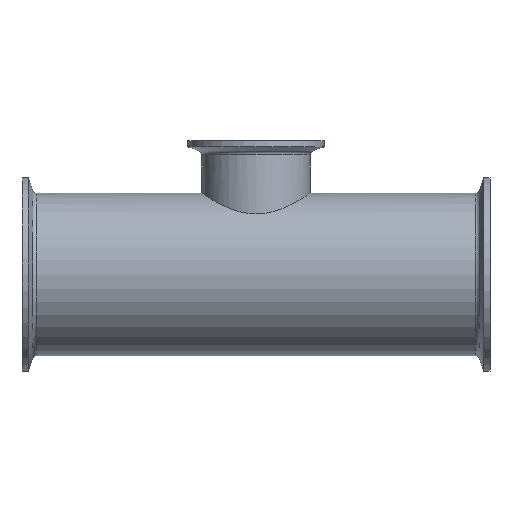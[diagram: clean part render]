
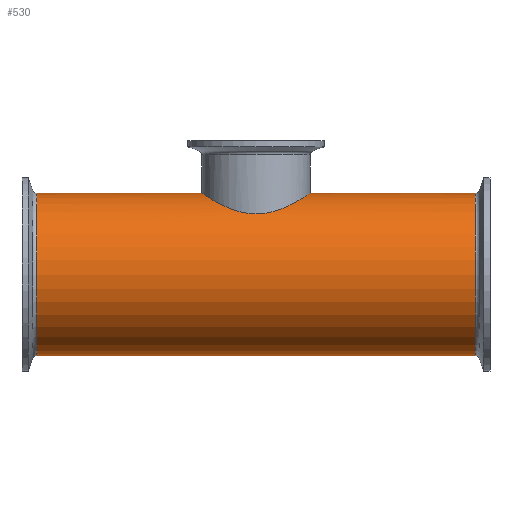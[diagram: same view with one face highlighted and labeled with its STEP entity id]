
A CAD part, front view. The second image highlights one B-rep face of the part: STEP entity #530.
In plain terms, the highlighted cylindrical face has radius 38.15 mm (diameter 76.3 mm), a full revolution.
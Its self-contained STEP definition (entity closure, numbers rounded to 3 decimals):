
#19=FACE_BOUND('',#139,.T.);
#29=B_SPLINE_CURVE_WITH_KNOTS('',3,(#876,#877,#878,#879,#880,#881,#882,
#883,#884,#885,#886,#887,#888,#889,#890,#891,#892,#893),.UNSPECIFIED.,.F.,
 .F.,(4,2,2,2,2,2,2,2,4),(0.,0.501,1.002,1.503,
2.004,2.499,2.995,3.49,3.986),
 .UNSPECIFIED.);
#30=B_SPLINE_CURVE_WITH_KNOTS('',3,(#894,#895,#896,#897,#898,#899,#900,
#901,#902,#903,#904,#905,#906,#907,#908,#909,#910,#911,#912,#913,#914,#915,
#916,#917,#918,#919,#920,#921,#922,#923,#924,#925,#926,#927,#928,#929,#930,
#931,#932,#933,#934,#935,#936,#937,#938,#939,#940,#941,#942,#943),
 .UNSPECIFIED.,.F.,.F.,(4,2,2,2,2,2,2,2,2,2,2,2,2,2,2,2,2,2,2,2,2,2,2,2,
4),(3.986,4.481,4.977,5.472,
5.968,6.469,6.97,7.471,7.972,
8.473,8.973,9.474,9.975,10.471,
10.966,11.462,11.957,12.453,12.948,
13.444,13.939,14.44,14.941,15.442,
15.943),.UNSPECIFIED.);
#35=CYLINDRICAL_SURFACE('',#622,38.15);
#48=LINE('',#1031,#64);
#64=VECTOR('',#787,38.15);
#100=FACE_OUTER_BOUND('',#138,.T.);
#138=EDGE_LOOP('',(#427,#428,#429,#430,#431,#432));
#139=EDGE_LOOP('',(#433,#434));
#192=CIRCLE('',#618,38.15);
#193=CIRCLE('',#619,38.15);
#195=CIRCLE('',#623,38.15);
#196=CIRCLE('',#624,38.15);
#219=VERTEX_POINT('',#873);
#220=VERTEX_POINT('',#875);
#245=VERTEX_POINT('',#1017);
#246=VERTEX_POINT('',#1019);
#248=VERTEX_POINT('',#1027);
#249=VERTEX_POINT('',#1028);
#272=EDGE_CURVE('',#220,#219,#29,.T.);
#273=EDGE_CURVE('',#219,#220,#30,.T.);
#309=EDGE_CURVE('',#245,#246,#192,.T.);
#310=EDGE_CURVE('',#246,#245,#193,.T.);
#313=EDGE_CURVE('',#248,#249,#195,.T.);
#314=EDGE_CURVE('',#249,#248,#196,.T.);
#315=EDGE_CURVE('',#249,#246,#48,.T.);
#427=ORIENTED_EDGE('',*,*,#313,.F.);
#428=ORIENTED_EDGE('',*,*,#314,.F.);
#429=ORIENTED_EDGE('',*,*,#315,.T.);
#430=ORIENTED_EDGE('',*,*,#309,.F.);
#431=ORIENTED_EDGE('',*,*,#310,.F.);
#432=ORIENTED_EDGE('',*,*,#315,.F.);
#433=ORIENTED_EDGE('',*,*,#272,.T.);
#434=ORIENTED_EDGE('',*,*,#273,.T.);
#530=ADVANCED_FACE('',(#100,#19),#35,.T.);
#618=AXIS2_PLACEMENT_3D('',#1020,#772,#773);
#619=AXIS2_PLACEMENT_3D('',#1021,#774,#775);
#622=AXIS2_PLACEMENT_3D('',#1026,#781,#782);
#623=AXIS2_PLACEMENT_3D('',#1029,#783,#784);
#624=AXIS2_PLACEMENT_3D('',#1030,#785,#786);
#772=DIRECTION('center_axis',(-1.,0.,0.));
#773=DIRECTION('ref_axis',(0.,0.,-1.));
#774=DIRECTION('center_axis',(-1.,0.,0.));
#775=DIRECTION('ref_axis',(0.,0.,-1.));
#781=DIRECTION('center_axis',(1.,0.,0.));
#782=DIRECTION('ref_axis',(0.,1.,0.));
#783=DIRECTION('center_axis',(1.,0.,0.));
#784=DIRECTION('ref_axis',(0.,0.,-1.));
#785=DIRECTION('center_axis',(1.,0.,0.));
#786=DIRECTION('ref_axis',(0.,0.,-1.));
#787=DIRECTION('',(-1.,0.,0.));
#873=CARTESIAN_POINT('',(-25.4,0.,38.15));
#875=CARTESIAN_POINT('',(0.,-25.4,28.465));
#876=CARTESIAN_POINT('Ctrl Pts',(0.,-25.4,28.465));
#877=CARTESIAN_POINT('Ctrl Pts',(-1.67,-25.4,28.465));
#878=CARTESIAN_POINT('Ctrl Pts',(-3.366,-25.233,28.617));
#879=CARTESIAN_POINT('Ctrl Pts',(-6.692,-24.561,29.195));
#880=CARTESIAN_POINT('Ctrl Pts',(-8.322,-24.057,29.621));
#881=CARTESIAN_POINT('Ctrl Pts',(-11.421,-22.75,30.636));
#882=CARTESIAN_POINT('Ctrl Pts',(-12.893,-21.946,31.225));
#883=CARTESIAN_POINT('Ctrl Pts',(-15.611,-20.104,32.442));
#884=CARTESIAN_POINT('Ctrl Pts',(-16.856,-19.065,33.068));
#885=CARTESIAN_POINT('Ctrl Pts',(-19.053,-16.868,34.241));
#886=CARTESIAN_POINT('Ctrl Pts',(-20.09,-15.629,34.832));
#887=CARTESIAN_POINT('Ctrl Pts',(-21.936,-12.911,35.929));
#888=CARTESIAN_POINT('Ctrl Pts',(-22.745,-11.431,36.433));
#889=CARTESIAN_POINT('Ctrl Pts',(-24.06,-8.315,37.268));
#890=CARTESIAN_POINT('Ctrl Pts',(-24.566,-6.674,37.599));
#891=CARTESIAN_POINT('Ctrl Pts',(-25.236,-3.343,38.04));
#892=CARTESIAN_POINT('Ctrl Pts',(-25.4,-1.652,38.15));
#893=CARTESIAN_POINT('Ctrl Pts',(-25.4,0.,38.15));
#894=CARTESIAN_POINT('Ctrl Pts',(-25.4,0.,38.15));
#895=CARTESIAN_POINT('Ctrl Pts',(-25.4,1.652,38.15));
#896=CARTESIAN_POINT('Ctrl Pts',(-25.236,3.343,38.04));
#897=CARTESIAN_POINT('Ctrl Pts',(-24.566,6.674,37.599));
#898=CARTESIAN_POINT('Ctrl Pts',(-24.06,8.315,37.268));
#899=CARTESIAN_POINT('Ctrl Pts',(-22.745,11.431,36.433));
#900=CARTESIAN_POINT('Ctrl Pts',(-21.936,12.911,35.929));
#901=CARTESIAN_POINT('Ctrl Pts',(-20.09,15.629,34.832));
#902=CARTESIAN_POINT('Ctrl Pts',(-19.053,16.868,34.241));
#903=CARTESIAN_POINT('Ctrl Pts',(-16.856,19.065,33.068));
#904=CARTESIAN_POINT('Ctrl Pts',(-15.611,20.104,32.442));
#905=CARTESIAN_POINT('Ctrl Pts',(-12.893,21.946,31.225));
#906=CARTESIAN_POINT('Ctrl Pts',(-11.421,22.75,30.636));
#907=CARTESIAN_POINT('Ctrl Pts',(-8.322,24.057,29.621));
#908=CARTESIAN_POINT('Ctrl Pts',(-6.692,24.561,29.195));
#909=CARTESIAN_POINT('Ctrl Pts',(-3.366,25.233,28.617));
#910=CARTESIAN_POINT('Ctrl Pts',(-1.67,25.4,28.465));
#911=CARTESIAN_POINT('Ctrl Pts',(1.67,25.4,28.465));
#912=CARTESIAN_POINT('Ctrl Pts',(3.366,25.233,28.617));
#913=CARTESIAN_POINT('Ctrl Pts',(6.692,24.561,29.195));
#914=CARTESIAN_POINT('Ctrl Pts',(8.322,24.057,29.621));
#915=CARTESIAN_POINT('Ctrl Pts',(11.421,22.75,30.636));
#916=CARTESIAN_POINT('Ctrl Pts',(12.893,21.946,31.225));
#917=CARTESIAN_POINT('Ctrl Pts',(15.611,20.104,32.442));
#918=CARTESIAN_POINT('Ctrl Pts',(16.856,19.065,33.068));
#919=CARTESIAN_POINT('Ctrl Pts',(19.053,16.868,34.241));
#920=CARTESIAN_POINT('Ctrl Pts',(20.09,15.629,34.832));
#921=CARTESIAN_POINT('Ctrl Pts',(21.936,12.911,35.929));
#922=CARTESIAN_POINT('Ctrl Pts',(22.745,11.431,36.433));
#923=CARTESIAN_POINT('Ctrl Pts',(24.06,8.315,37.268));
#924=CARTESIAN_POINT('Ctrl Pts',(24.566,6.674,37.599));
#925=CARTESIAN_POINT('Ctrl Pts',(25.236,3.343,38.04));
#926=CARTESIAN_POINT('Ctrl Pts',(25.4,1.652,38.15));
#927=CARTESIAN_POINT('Ctrl Pts',(25.4,-1.652,38.15));
#928=CARTESIAN_POINT('Ctrl Pts',(25.236,-3.343,38.04));
#929=CARTESIAN_POINT('Ctrl Pts',(24.566,-6.674,37.599));
#930=CARTESIAN_POINT('Ctrl Pts',(24.06,-8.315,37.268));
#931=CARTESIAN_POINT('Ctrl Pts',(22.745,-11.431,36.433));
#932=CARTESIAN_POINT('Ctrl Pts',(21.936,-12.911,35.929));
#933=CARTESIAN_POINT('Ctrl Pts',(20.09,-15.629,34.832));
#934=CARTESIAN_POINT('Ctrl Pts',(19.053,-16.868,34.241));
#935=CARTESIAN_POINT('Ctrl Pts',(16.856,-19.065,33.068));
#936=CARTESIAN_POINT('Ctrl Pts',(15.611,-20.104,32.442));
#937=CARTESIAN_POINT('Ctrl Pts',(12.893,-21.946,31.225));
#938=CARTESIAN_POINT('Ctrl Pts',(11.421,-22.75,30.636));
#939=CARTESIAN_POINT('Ctrl Pts',(8.322,-24.057,29.621));
#940=CARTESIAN_POINT('Ctrl Pts',(6.692,-24.561,29.195));
#941=CARTESIAN_POINT('Ctrl Pts',(3.366,-25.233,28.617));
#942=CARTESIAN_POINT('Ctrl Pts',(1.67,-25.4,28.465));
#943=CARTESIAN_POINT('Ctrl Pts',(0.,-25.4,28.465));
#1017=CARTESIAN_POINT('',(-103.074,0.,38.15));
#1019=CARTESIAN_POINT('',(-103.074,-38.15,0.));
#1020=CARTESIAN_POINT('Origin',(-103.074,0.,0.));
#1021=CARTESIAN_POINT('Origin',(-103.074,0.,0.));
#1026=CARTESIAN_POINT('Origin',(0.,0.,0.));
#1027=CARTESIAN_POINT('',(103.074,0.,-38.15));
#1028=CARTESIAN_POINT('',(103.074,-38.15,0.));
#1029=CARTESIAN_POINT('Origin',(103.074,0.,0.));
#1030=CARTESIAN_POINT('Origin',(103.074,0.,0.));
#1031=CARTESIAN_POINT('',(0.,-38.15,0.));
